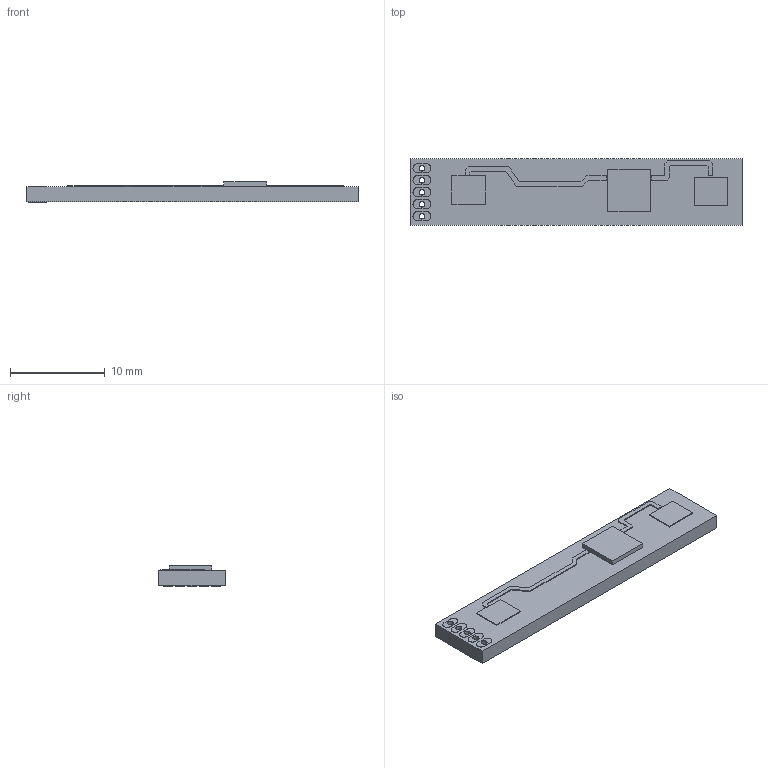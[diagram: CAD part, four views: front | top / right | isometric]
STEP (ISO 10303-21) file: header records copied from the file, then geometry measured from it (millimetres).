
FILE_DESCRIPTION(('FreeCAD Model'),'2;1');
FILE_NAME('Open CASCADE Shape Model','2023-11-13T04:46:27',(''),(''), 'Open CASCADE STEP processor 7.6','FreeCAD','Unknown');
FILE_SCHEMA(('AUTOMOTIVE_DESIGN { 1 0 10303 214 1 1 1 1 }'));
Length unit declared in the file: millimetre
Products named in the file (6): Unnamed; Extrude005; Extrude003; Extrude002; Extrude001; Extrude
Assembly tree (5 placements, depth 2):
  Unnamed
    Extrude005
    Extrude003
    Extrude002
    Extrude001
    Extrude
Bounding box: 35 x 7 x 2.15 mm (x, y, z)
Volume: 403.8 mm3; surface area: 789.9 mm2
Topology: 16 solids, 16 shells, 135 faces, 309 edges, 206 vertices
Faces by surface type: plane 100, cylinder 35
Full cylindrical faces by diameter (mm): 0.6 x15
Entity records: 8095 total; most frequent: DIRECTION 1279, CARTESIAN_POINT 1274, LINE 787, VECTOR 787, ORIENTED_EDGE 618, PCURVE 618, DEFINITIONAL_REPRESENTATION 618, EDGE_CURVE 309
